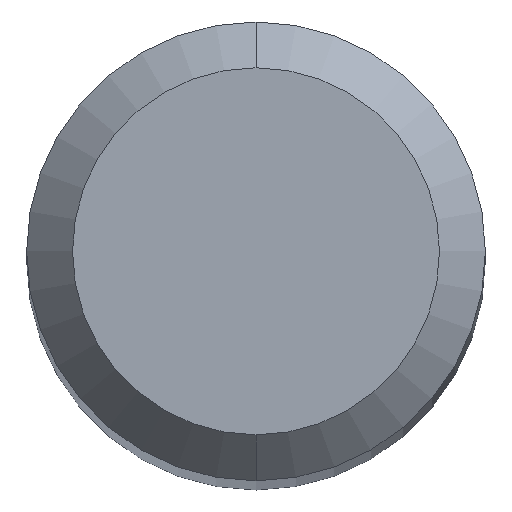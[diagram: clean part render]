
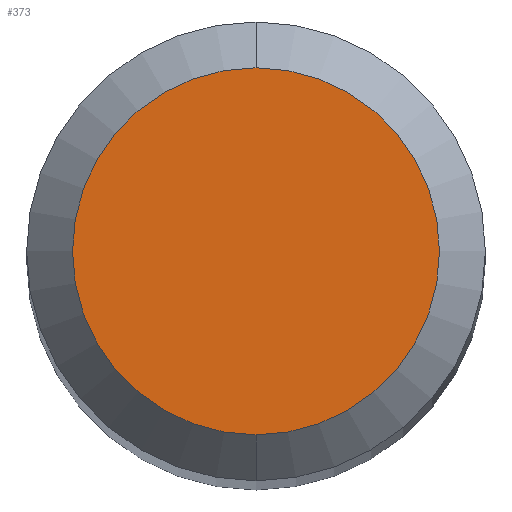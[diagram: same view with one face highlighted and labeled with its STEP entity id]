
A CAD part, top view. The second image highlights one B-rep face of the part: STEP entity #373.
In plain terms, the highlighted planar face has unit normal (0, 0, 1).
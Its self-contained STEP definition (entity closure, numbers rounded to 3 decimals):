
#301=EDGE_CURVE('',#383,#419,#622,.T.);
#309=EDGE_CURVE('',#419,#383,#632,.T.);
#373=ADVANCED_FACE('',(#699),#700,.T.);
#383=VERTEX_POINT('',#711);
#419=VERTEX_POINT('',#751);
#622=CIRCLE('',#1135,1.2);
#632=CIRCLE('',#1148,1.2);
#699=FACE_OUTER_BOUND('',#1246,.T.);
#700=PLANE('',#1247);
#711=CARTESIAN_POINT('',(0.,-1.2,0.0));
#751=CARTESIAN_POINT('',(0.0,1.2,0.0));
#1135=AXIS2_PLACEMENT_3D('',#1602,#1603,#1604);
#1148=AXIS2_PLACEMENT_3D('',#1623,#1624,#1625);
#1246=EDGE_LOOP('',(#1671,#1672));
#1247=AXIS2_PLACEMENT_3D('',#1673,#1674,#1675);
#1602=CARTESIAN_POINT('',(0.0,0.0,0.0));
#1603=DIRECTION('',(0.0,0.0,-1.0));
#1604=DIRECTION('',(0.0,1.0,0.0));
#1623=CARTESIAN_POINT('',(0.0,0.0,0.0));
#1624=DIRECTION('',(0.0,0.0,-1.0));
#1625=DIRECTION('',(0.0,1.0,0.0));
#1671=ORIENTED_EDGE('',*,*,#309,.F.);
#1672=ORIENTED_EDGE('',*,*,#301,.F.);
#1673=CARTESIAN_POINT('',(0.0,0.6,0.0));
#1674=DIRECTION('',(-0.0,0.0,1.0));
#1675=DIRECTION('',(0.0,-1.0,0.0));
